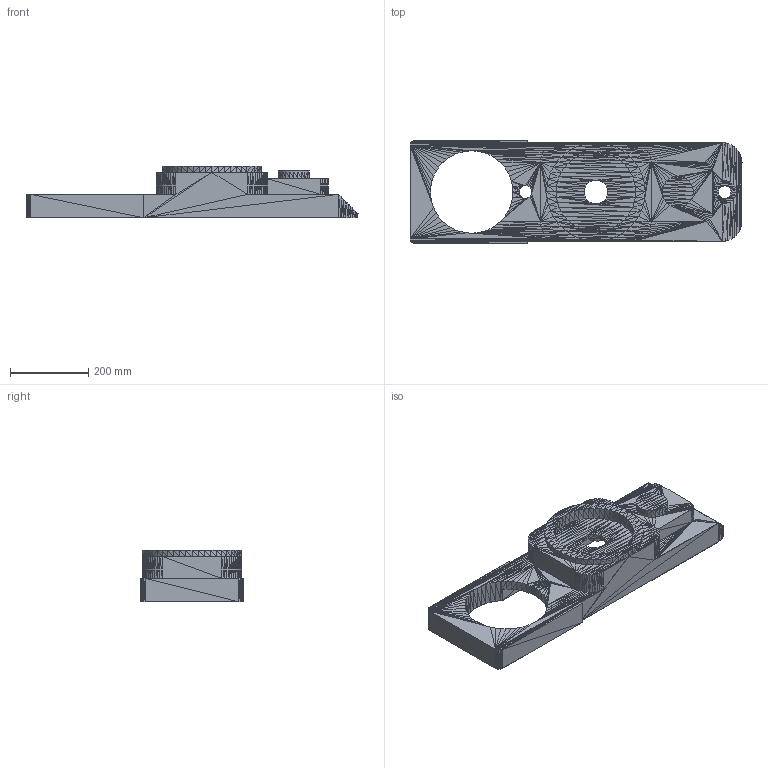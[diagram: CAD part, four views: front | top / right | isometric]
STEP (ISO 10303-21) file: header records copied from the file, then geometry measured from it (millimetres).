
FILE_DESCRIPTION(/* description */ (''),/* implementation_level */ '2;1');
FILE_NAME(/* name */ 'front-5-way.step',/* time_stamp */ '2025-08-31T18:18:10+02:00',/* author */ (''),/* organization */ (''),/* preprocessor_version */ 'ST-DEVELOPER v20.1',/* originating_system */ 'Autodesk Translation Framework v14.10.0.0',/* authorisation */ '');
FILE_SCHEMA (('AUTOMOTIVE_DESIGN { 1 0 10303 214 3 1 1 }'));
Length unit declared in the file: millimetre
Products named in the file (1): 2025-08-31-18-17-18-325
Bounding box: 850.21 x 264.07 x 132.01 mm (x, y, z)
Volume: 11025642.6 mm3; surface area: 716530.7 mm2
Topology: 1 solids, 1 shells, 2064 faces, 3096 edges, 1026 vertices
Faces by surface type: plane 2064
Entity records: 40277 total; most frequent: DIRECTION 7226, ORIENTED_EDGE 6192, CARTESIAN_POINT 6187, LINE 3096, VECTOR 3096, EDGE_CURVE 3096, AXIS2_PLACEMENT_3D 2065, FACE_OUTER_BOUND 2064
